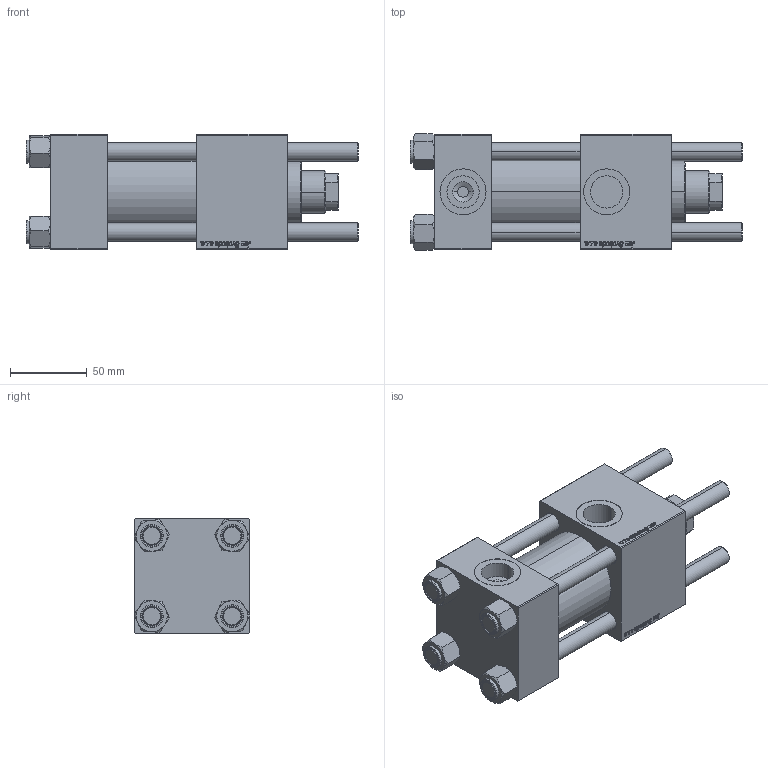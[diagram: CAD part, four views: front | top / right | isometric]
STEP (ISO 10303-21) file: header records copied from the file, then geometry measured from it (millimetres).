
FILE_DESCRIPTION (( 'STEP AP203' ), '1' );
FILE_NAME ('4c17.STEP', '2020-11-11T17:39:20', ( '' ), ( '' ), 'SwSTEP 2.0', 'SolidWorks 2019', '' );
FILE_SCHEMA (( 'CONFIG_CONTROL_DESIGN' ));
Length unit declared in the file: millimetre
Products named in the file (6): NUT_M5_B 6ea1ce9fb77b3897705490c90ad494ca; V215_VC_A 6ea1ce9fb77b3897705490c90ad494ca; V215CR_B 6ea1ce9fb77b3897705490c90ad494ca; 4c17; V215CR_VCP_B 6ea1ce9fb77b3897705490c90ad494ca; V215CR_B_TYCINKA 6ea1ce9fb77b3897705490c90ad494ca
Assembly tree (11 placements, depth 2):
  4c17
    V215CR_B 6ea1ce9fb77b3897705490c90ad494ca
    V215CR_VCP_B 6ea1ce9fb77b3897705490c90ad494ca
    NUT_M5_B 6ea1ce9fb77b3897705490c90ad494ca  x4
    V215CR_B_TYCINKA 6ea1ce9fb77b3897705490c90ad494ca  x4
    V215_VC_A 6ea1ce9fb77b3897705490c90ad494ca
Bounding box: 216 x 75.45 x 75 mm (x, y, z)
Volume: 707103.5 mm3; surface area: 167987.3 mm2
Topology: 11 solids, 11 shells, 1166 faces, 2950 edges, 1911 vertices
Faces by surface type: bspline 504, plane 432, cone 140, cylinder 82, torus 8
Entity records: 56930 total; most frequent: CARTESIAN_POINT 34008, ORIENTED_EDGE 5384, DIRECTION 2962, EDGE_CURVE 2692, VERTEX_POINT 1767, VECTOR 1448, LINE 1448, EDGE_LOOP 1171
